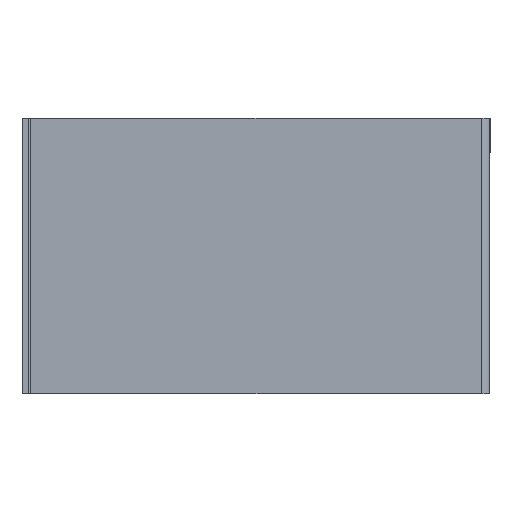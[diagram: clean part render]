
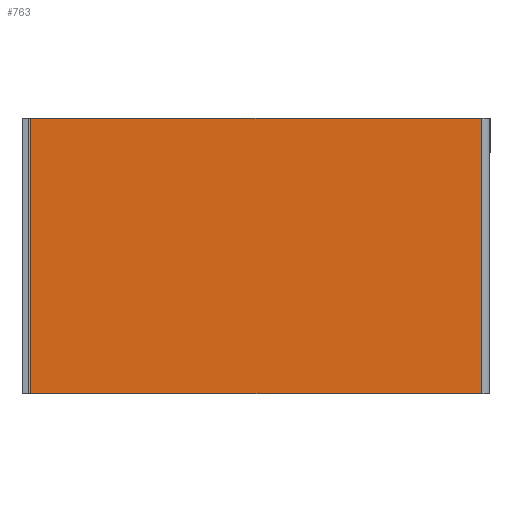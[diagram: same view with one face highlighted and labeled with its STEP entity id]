
A CAD part, left-side view. The second image highlights one B-rep face of the part: STEP entity #763.
In plain terms, the highlighted planar face has unit normal (-1, 0, 0).
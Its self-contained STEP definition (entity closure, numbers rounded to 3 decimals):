
#42 = DIRECTION ( 'NONE',  ( 0., 0., 1. ) ) ;
#79 = DIRECTION ( 'NONE',  ( 0., 1., 0. ) ) ;
#101 = VERTEX_POINT ( 'NONE', #607 ) ;
#116 = VECTOR ( 'NONE', #1010, 1000. ) ;
#125 = AXIS2_PLACEMENT_3D ( 'NONE', #1319, #705, #42 ) ;
#172 = CARTESIAN_POINT ( 'NONE',  ( -128.4, 0., -31. ) ) ;
#208 = LINE ( 'NONE', #172, #116 ) ;
#258 = ORIENTED_EDGE ( 'NONE', *, *, #408, .T. ) ;
#332 = DIRECTION ( 'NONE',  ( 0., 0., -1. ) ) ;
#379 = VERTEX_POINT ( 'NONE', #849 ) ;
#393 = VECTOR ( 'NONE', #79, 1000. ) ;
#408 = EDGE_CURVE ( 'NONE', #1642, #379, #208, .T. ) ;
#411 = ORIENTED_EDGE ( 'NONE', *, *, #1296, .F. ) ;
#596 = VECTOR ( 'NONE', #1429, 1000. ) ;
#607 = CARTESIAN_POINT ( 'NONE',  ( -128.4, 0.6, 31. ) ) ;
#612 = CARTESIAN_POINT ( 'NONE',  ( -128.4, 102., 31. ) ) ;
#705 = DIRECTION ( 'NONE',  ( -1., 0., 0. ) ) ;
#763 = ADVANCED_FACE ( 'NONE', ( #765 ), #1631, .T. ) ;
#765 = FACE_OUTER_BOUND ( 'NONE', #1704, .T. ) ;
#849 = CARTESIAN_POINT ( 'NONE',  ( -128.4, 0.6, -31. ) ) ;
#937 = EDGE_CURVE ( 'NONE', #101, #1180, #1199, .T. ) ;
#1010 = DIRECTION ( 'NONE',  ( 0., -1., 0. ) ) ;
#1055 = ORIENTED_EDGE ( 'NONE', *, *, #937, .T. ) ;
#1117 = ORIENTED_EDGE ( 'NONE', *, *, #1464, .F. ) ;
#1137 = LINE ( 'NONE', #612, #596 ) ;
#1180 = VERTEX_POINT ( 'NONE', #1204 ) ;
#1199 = LINE ( 'NONE', #1338, #393 ) ;
#1204 = CARTESIAN_POINT ( 'NONE',  ( -128.4, 102., 31. ) ) ;
#1253 = CARTESIAN_POINT ( 'NONE',  ( -128.4, 102., -31. ) ) ;
#1288 = LINE ( 'NONE', #1538, #1539 ) ;
#1296 = EDGE_CURVE ( 'NONE', #1642, #1180, #1137, .T. ) ;
#1319 = CARTESIAN_POINT ( 'NONE',  ( -128.4, 0., 31. ) ) ;
#1338 = CARTESIAN_POINT ( 'NONE',  ( -128.4, 0., 31. ) ) ;
#1429 = DIRECTION ( 'NONE',  ( 0., 0., 1. ) ) ;
#1464 = EDGE_CURVE ( 'NONE', #101, #379, #1288, .T. ) ;
#1538 = CARTESIAN_POINT ( 'NONE',  ( -128.4, 0.6, -31. ) ) ;
#1539 = VECTOR ( 'NONE', #332, 1000. ) ;
#1631 = PLANE ( 'NONE',  #125 ) ;
#1642 = VERTEX_POINT ( 'NONE', #1253 ) ;
#1704 = EDGE_LOOP ( 'NONE', ( #411, #258, #1117, #1055 ) ) ;
